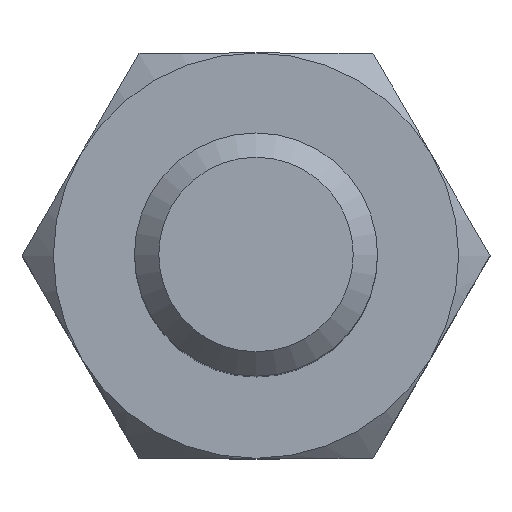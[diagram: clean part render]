
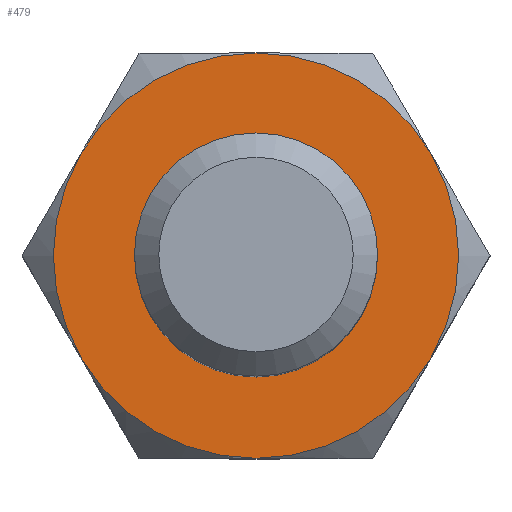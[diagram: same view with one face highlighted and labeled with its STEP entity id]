
A CAD part, top view. The second image highlights one B-rep face of the part: STEP entity #479.
In plain terms, the highlighted planar face has unit normal (0, 0, 1).
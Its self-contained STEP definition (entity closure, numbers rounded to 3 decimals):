
#14=FACE_BOUND('',#102,.T.);
#56=PLANE('',#535);
#70=FACE_OUTER_BOUND('',#101,.T.);
#101=EDGE_LOOP('',(#344,#345,#346,#347,#348,#349));
#102=EDGE_LOOP('',(#350));
#127=CIRCLE('',#525,1.3);
#134=CIRCLE('',#536,2.5);
#135=CIRCLE('',#537,2.5);
#136=CIRCLE('',#538,2.5);
#137=CIRCLE('',#539,2.5);
#138=CIRCLE('',#540,2.5);
#139=CIRCLE('',#541,2.5);
#185=VERTEX_POINT('',#738);
#191=VERTEX_POINT('',#759);
#193=VERTEX_POINT('',#772);
#195=VERTEX_POINT('',#787);
#199=VERTEX_POINT('',#805);
#200=VERTEX_POINT('',#816);
#203=VERTEX_POINT('',#828);
#252=EDGE_CURVE('',#203,#203,#127,.F.);
#261=EDGE_CURVE('',#185,#195,#134,.F.);
#262=EDGE_CURVE('',#199,#185,#135,.F.);
#263=EDGE_CURVE('',#200,#199,#136,.F.);
#264=EDGE_CURVE('',#200,#193,#137,.T.);
#265=EDGE_CURVE('',#191,#193,#138,.F.);
#266=EDGE_CURVE('',#195,#191,#139,.F.);
#344=ORIENTED_EDGE('',*,*,#261,.F.);
#345=ORIENTED_EDGE('',*,*,#262,.F.);
#346=ORIENTED_EDGE('',*,*,#263,.F.);
#347=ORIENTED_EDGE('',*,*,#264,.T.);
#348=ORIENTED_EDGE('',*,*,#265,.F.);
#349=ORIENTED_EDGE('',*,*,#266,.F.);
#350=ORIENTED_EDGE('',*,*,#252,.T.);
#479=ADVANCED_FACE('',(#70,#14),#56,.T.);
#525=AXIS2_PLACEMENT_3D('',#830,#606,#607);
#535=AXIS2_PLACEMENT_3D('',#847,#628,#629);
#536=AXIS2_PLACEMENT_3D('',#848,#630,#631);
#537=AXIS2_PLACEMENT_3D('',#849,#632,#633);
#538=AXIS2_PLACEMENT_3D('',#850,#634,#635);
#539=AXIS2_PLACEMENT_3D('',#851,#636,#637);
#540=AXIS2_PLACEMENT_3D('',#852,#638,#639);
#541=AXIS2_PLACEMENT_3D('',#853,#640,#641);
#606=DIRECTION('center_axis',(0.,0.,1.));
#607=DIRECTION('ref_axis',(1.,0.,0.));
#628=DIRECTION('center_axis',(0.,0.,1.));
#629=DIRECTION('ref_axis',(1.,0.,0.));
#630=DIRECTION('center_axis',(0.,0.,1.));
#631=DIRECTION('ref_axis',(1.,0.,0.));
#632=DIRECTION('center_axis',(0.,0.,1.));
#633=DIRECTION('ref_axis',(1.,0.,0.));
#634=DIRECTION('center_axis',(0.,0.,1.));
#635=DIRECTION('ref_axis',(1.,0.,0.));
#636=DIRECTION('center_axis',(0.,0.,1.));
#637=DIRECTION('ref_axis',(1.,0.,0.));
#638=DIRECTION('center_axis',(0.,0.,1.));
#639=DIRECTION('ref_axis',(1.,0.,0.));
#640=DIRECTION('center_axis',(0.,0.,1.));
#641=DIRECTION('ref_axis',(1.,0.,0.));
#738=CARTESIAN_POINT('',(2.165,-1.25,0.));
#759=CARTESIAN_POINT('',(-2.165,-1.25,0.));
#772=CARTESIAN_POINT('',(-2.165,1.25,0.));
#787=CARTESIAN_POINT('',(0.,-2.5,0.));
#805=CARTESIAN_POINT('',(2.165,1.25,0.));
#816=CARTESIAN_POINT('',(0.,2.5,0.));
#828=CARTESIAN_POINT('',(-1.3,0.,0.));
#830=CARTESIAN_POINT('Origin',(0.,0.,0.));
#847=CARTESIAN_POINT('Origin',(0.,0.,0.));
#848=CARTESIAN_POINT('Origin',(0.,0.,0.));
#849=CARTESIAN_POINT('Origin',(0.,0.,0.));
#850=CARTESIAN_POINT('Origin',(0.,0.,0.));
#851=CARTESIAN_POINT('Origin',(0.,0.,0.));
#852=CARTESIAN_POINT('Origin',(0.,0.,0.));
#853=CARTESIAN_POINT('Origin',(0.,0.,0.));
